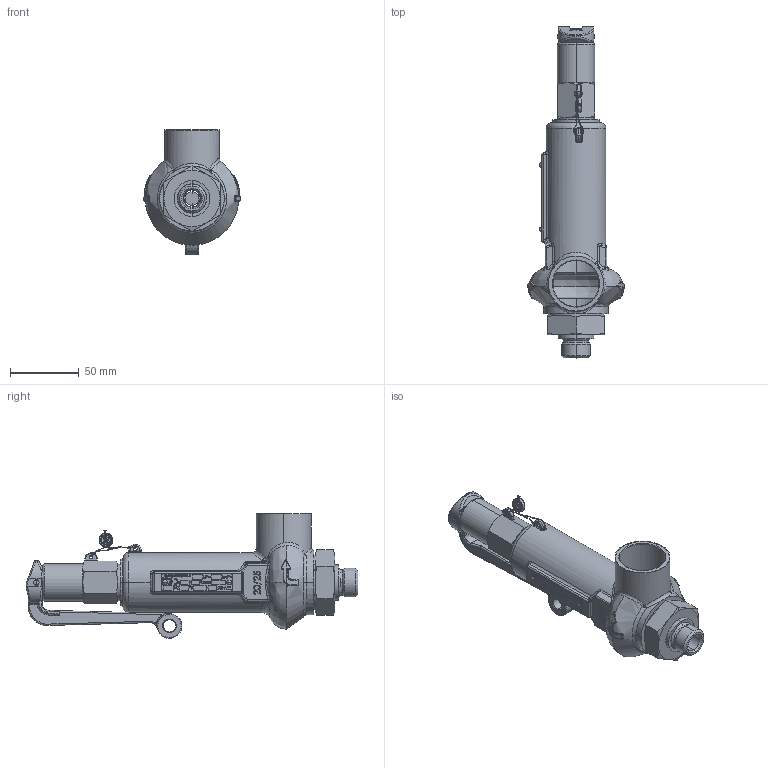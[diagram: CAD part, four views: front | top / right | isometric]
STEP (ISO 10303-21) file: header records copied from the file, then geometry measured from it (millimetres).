
FILE_DESCRIPTION (( 'STEP AP203' ), '1' );
FILE_NAME ('Typ_10-BG_II-head_A-G012-G100.STEP', '2019-09-20T10:25:00', ( '' ), ( '' ), 'SwSTEP 2.0', 'SolidWorks 2016', '' );
FILE_SCHEMA (( 'CONFIG_CONTROL_DESIGN' ));
Products named in the file (1): Typ_10-BG_II-head_A-G012-G100
Bounding box: 70 x 241.34 x 90.54 mm (x, y, z)
Volume: 88541.7 mm3; surface area: 78006.1 mm2
Topology: 28 solids, 28 shells, 1763 faces, 4498 edges, 2837 vertices
Faces by surface type: bspline 767, plane 669, cylinder 272, cone 55
Entity records: 86558 total; most frequent: CARTESIAN_POINT 49177, ORIENTED_EDGE 8920, DIRECTION 5819, EDGE_CURVE 4460, VERTEX_POINT 2837, LINE 2067, VECTOR 2067, EDGE_LOOP 1889
